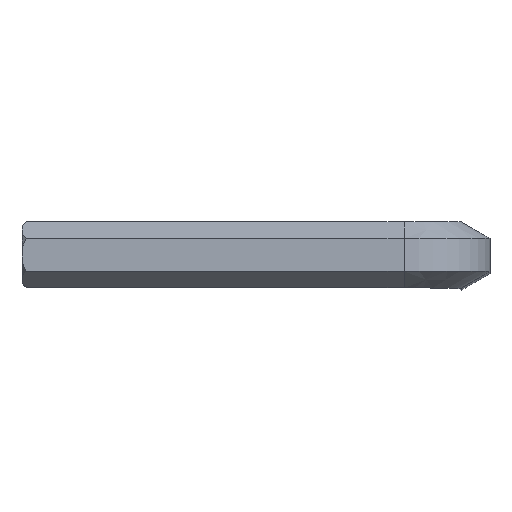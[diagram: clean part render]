
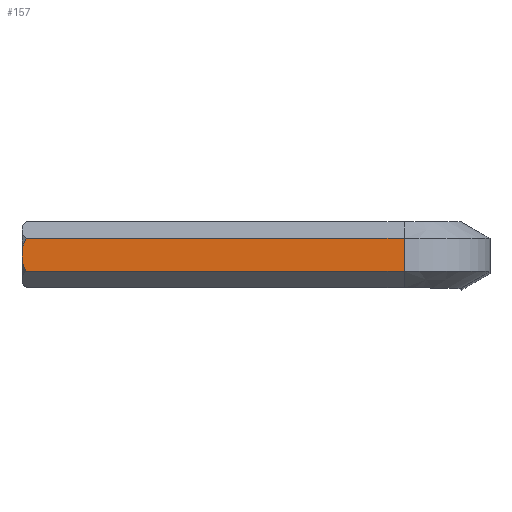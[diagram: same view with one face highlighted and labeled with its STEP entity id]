
A CAD part, top view. The second image highlights one B-rep face of the part: STEP entity #157.
In plain terms, the highlighted planar face has unit normal (0, 0, 1).
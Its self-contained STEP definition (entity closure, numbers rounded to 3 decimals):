
#49 = VERTEX_POINT('',#50);
#50 = CARTESIAN_POINT('',(-22.785,-0.866,1.5));
#57 = EDGE_CURVE('',#49,#58,#60,.T.);
#58 = VERTEX_POINT('',#59);
#59 = CARTESIAN_POINT('',(-3.,-0.866,1.5));
#60 = LINE('',#61,#62);
#61 = CARTESIAN_POINT('',(-23.,-0.866,1.5));
#62 = VECTOR('',#63,1.);
#63 = DIRECTION('',(1.,0.,0.));
#157 = ADVANCED_FACE('',(#158),#201,.F.);
#158 = FACE_BOUND('',#159,.F.);
#159 = EDGE_LOOP('',(#160,#161,#170,#178,#187,#195));
#160 = ORIENTED_EDGE('',*,*,#57,.F.);
#161 = ORIENTED_EDGE('',*,*,#162,.F.);
#162 = EDGE_CURVE('',#163,#49,#165,.T.);
#163 = VERTEX_POINT('',#164);
#164 = CARTESIAN_POINT('',(-23.,-0.227,1.5));
#165 = HYPERBOLA('',#166,1.5,1.5);
#166 = AXIS2_PLACEMENT_3D('',#167,#168,#169);
#167 = CARTESIAN_POINT('',(-24.517,0.,1.5));
#168 = DIRECTION('',(0.,0.,-1.));
#169 = DIRECTION('',(1.,0.,0.));
#170 = ORIENTED_EDGE('',*,*,#171,.T.);
#171 = EDGE_CURVE('',#163,#172,#174,.T.);
#172 = VERTEX_POINT('',#173);
#173 = CARTESIAN_POINT('',(-23.,0.227,1.5));
#174 = LINE('',#175,#176);
#175 = CARTESIAN_POINT('',(-23.,-0.866,1.5));
#176 = VECTOR('',#177,1.);
#177 = DIRECTION('',(0.,1.,0.));
#178 = ORIENTED_EDGE('',*,*,#179,.F.);
#179 = EDGE_CURVE('',#180,#172,#182,.T.);
#180 = VERTEX_POINT('',#181);
#181 = CARTESIAN_POINT('',(-22.785,0.866,1.5));
#182 = HYPERBOLA('',#183,1.5,1.5);
#183 = AXIS2_PLACEMENT_3D('',#184,#185,#186);
#184 = CARTESIAN_POINT('',(-24.517,0.,1.5));
#185 = DIRECTION('',(0.,0.,-1.));
#186 = DIRECTION('',(1.,0.,0.));
#187 = ORIENTED_EDGE('',*,*,#188,.T.);
#188 = EDGE_CURVE('',#180,#189,#191,.T.);
#189 = VERTEX_POINT('',#190);
#190 = CARTESIAN_POINT('',(-3.,0.866,1.5));
#191 = LINE('',#192,#193);
#192 = CARTESIAN_POINT('',(-23.,0.866,1.5));
#193 = VECTOR('',#194,1.);
#194 = DIRECTION('',(1.,0.,0.));
#195 = ORIENTED_EDGE('',*,*,#196,.F.);
#196 = EDGE_CURVE('',#58,#189,#197,.T.);
#197 = LINE('',#198,#199);
#198 = CARTESIAN_POINT('',(-3.,-0.866,1.5));
#199 = VECTOR('',#200,1.);
#200 = DIRECTION('',(0.,1.,0.));
#201 = PLANE('',#202);
#202 = AXIS2_PLACEMENT_3D('',#203,#204,#205);
#203 = CARTESIAN_POINT('',(-23.,-0.866,1.5));
#204 = DIRECTION('',(0.,0.,-1.));
#205 = DIRECTION('',(0.,1.,0.));
